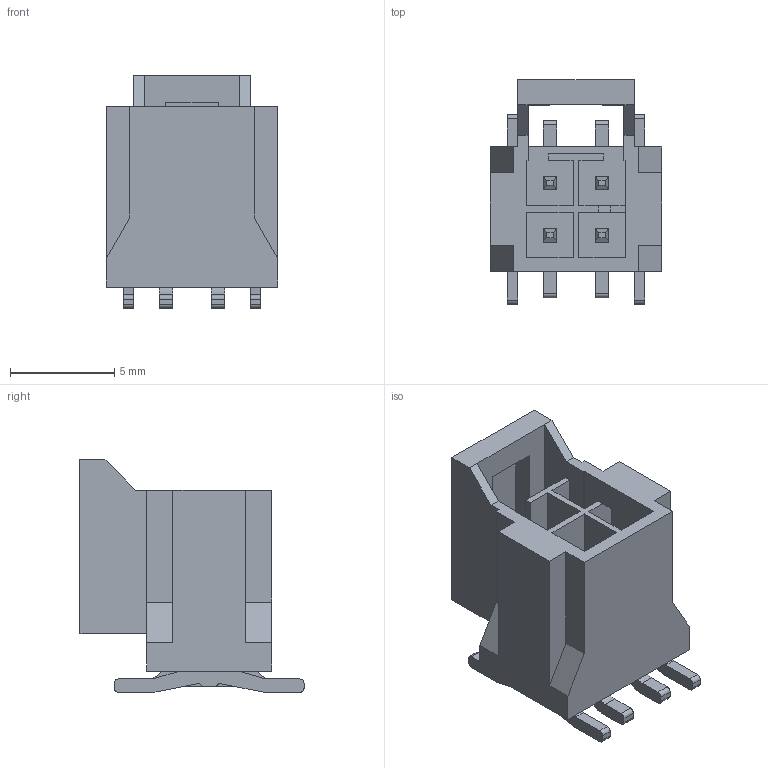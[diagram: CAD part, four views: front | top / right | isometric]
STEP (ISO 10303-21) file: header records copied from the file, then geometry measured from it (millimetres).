
FILE_DESCRIPTION(('STEP AP242'),'1');
FILE_NAME('105429-1104.stp','2022-11-10T15:49:33',('TraceParts'),('TraceParts S.A.'),'Spatial InterOp 3D',' ',' ');
FILE_SCHEMA(('AP242_MANAGED_MODEL_BASED_3D_ENGINEERING_MIM_LF {1 0 10303 442 1 1 4}'));
Length unit declared in the file: millimetre
Products named in the file (1): 105429-1104_1
Bounding box: 8.23 x 10.75 x 11.16 mm (x, y, z)
Volume: 337.1 mm3; surface area: 842.4 mm2
Topology: 1 solids, 1 shells, 186 faces, 537 edges, 384 vertices
Faces by surface type: plane 146, cylinder 40
Entity records: 6047 total; most frequent: CARTESIAN_POINT 1061, ORIENTED_EDGE 1026, DIRECTION 993, EDGE_CURVE 513, LINE 457, VECTOR 457, VERTEX_POINT 336, AXIS2_PLACEMENT_3D 268
